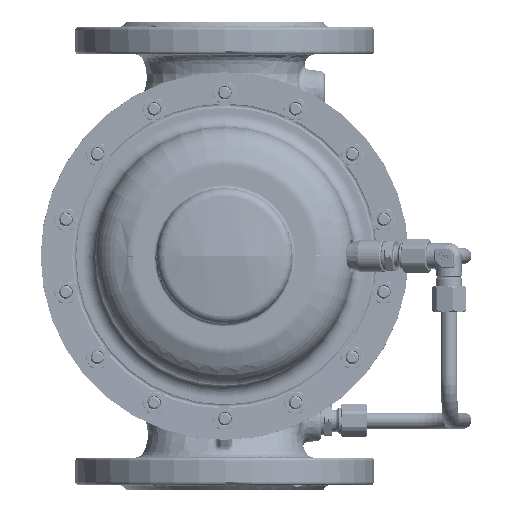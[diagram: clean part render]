
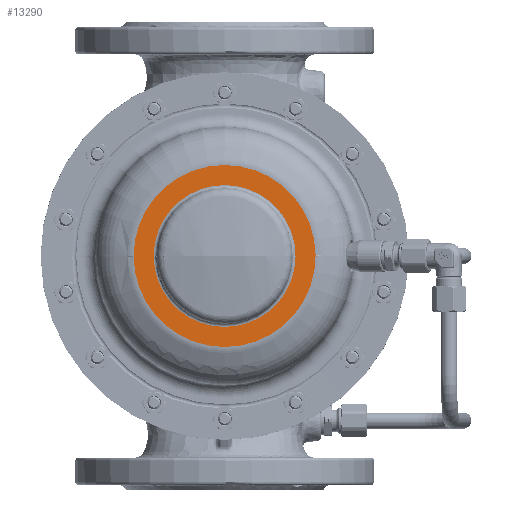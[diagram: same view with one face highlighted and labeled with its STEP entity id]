
A CAD part, front view. The second image highlights one B-rep face of the part: STEP entity #13290.
In plain terms, the highlighted planar face has unit normal (0, -1, 0).
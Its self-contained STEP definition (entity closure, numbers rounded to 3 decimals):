
#11016=CARTESIAN_POINT('',(0.,-47.,0.));
#11017=DIRECTION('',(0.,-1.,0.));
#11018=DIRECTION('',(1.,0.,0.));
#11019=AXIS2_PLACEMENT_3D('',#11016,#11017,#11018);
#11026=CARTESIAN_POINT('',(0.,-47.,0.));
#11027=DIRECTION('',(0.,-1.,0.));
#11028=DIRECTION('',(-1.,0.,0.));
#11029=AXIS2_PLACEMENT_3D('',#11026,#11027,#11028);
#11058=CARTESIAN_POINT('',(0.,-47.,0.));
#11059=DIRECTION('',(0.,1.,0.));
#11060=DIRECTION('',(-1.,0.,0.));
#11061=AXIS2_PLACEMENT_3D('',#11058,#11059,#11060);
#11063=CARTESIAN_POINT('',(0.,-47.,0.));
#11064=DIRECTION('',(0.,1.,0.));
#11065=DIRECTION('',(1.,0.,0.));
#11066=AXIS2_PLACEMENT_3D('',#11063,#11064,#11065);
#11068=CARTESIAN_POINT('',(0.,-47.,0.));
#11069=DIRECTION('',(0.,-1.,0.));
#11070=DIRECTION('',(-1.,0.,0.));
#11071=AXIS2_PLACEMENT_3D('',#11068,#11069,#11070);
#11073=CARTESIAN_POINT('',(0.,-47.,0.));
#11074=DIRECTION('',(0.,-1.,0.));
#11075=DIRECTION('',(1.,0.,0.));
#11076=AXIS2_PLACEMENT_3D('',#11073,#11074,#11075);
#11078=CARTESIAN_POINT('',(0.,-47.,0.));
#11079=DIRECTION('',(0.,1.,0.));
#11080=DIRECTION('',(1.,0.,0.));
#11081=AXIS2_PLACEMENT_3D('',#11078,#11079,#11080);
#11088=CARTESIAN_POINT('',(0.,-47.,0.));
#11089=DIRECTION('',(0.,1.,0.));
#11090=DIRECTION('',(-1.,0.,0.));
#11091=AXIS2_PLACEMENT_3D('',#11088,#11089,#11090);
#12124=CARTESIAN_POINT('',(56.383,-47.,0.));
#12125=VERTEX_POINT('',#12124);
#12126=CARTESIAN_POINT('',(-56.383,-47.,0.006));
#12127=CARTESIAN_POINT('',(56.381,-47.,0.418));
#12128=VERTEX_POINT('',#12126);
#12129=VERTEX_POINT('',#12127);
#12132=CARTESIAN_POINT('',(-56.381,-47.,-0.418));
#12133=VERTEX_POINT('',#12132);
#12134=CARTESIAN_POINT('',(-43.947,-47.,-0.012));
#12135=CARTESIAN_POINT('',(43.944,-47.,-0.521));
#12136=VERTEX_POINT('',#12134);
#12137=VERTEX_POINT('',#12135);
#12138=CARTESIAN_POINT('',(43.947,-47.,0.012));
#12139=VERTEX_POINT('',#12138);
#12140=CARTESIAN_POINT('',(-43.944,-47.,0.521));
#12141=VERTEX_POINT('',#12140);
#13269=CARTESIAN_POINT('',(0.,-47.,0.));
#13270=DIRECTION('',(0.,-1.,0.));
#13271=DIRECTION('',(-1.,0.,0.));
#13272=AXIS2_PLACEMENT_3D('',#13269,#13270,#13271);
#13273=PLANE('',#13272);
#13274=ORIENTED_EDGE('',*,*,#13231,.T.);
#13275=ORIENTED_EDGE('',*,*,#13229,.F.);
#13276=ORIENTED_EDGE('',*,*,#13250,.T.);
#13277=ORIENTED_EDGE('',*,*,#13248,.F.);
#13278=EDGE_LOOP('',(#13274,#13275,#13276,#13277));
#13279=FACE_OUTER_BOUND('',#13278,.F.);
#13281=ORIENTED_EDGE('',*,*,#13280,.T.);
#13283=ORIENTED_EDGE('',*,*,#13282,.F.);
#13285=ORIENTED_EDGE('',*,*,#13284,.T.);
#13287=ORIENTED_EDGE('',*,*,#13286,.F.);
#13288=EDGE_LOOP('',(#13281,#13283,#13285,#13287));
#13289=FACE_BOUND('',#13288,.F.);
#13290=ADVANCED_FACE('',(#13279,#13289),#13273,.T.);
#11020=CIRCLE('',#11019,56.383);
#11030=CIRCLE('',#11029,56.383);
#11062=CIRCLE('',#11061,56.383);
#11067=CIRCLE('',#11066,56.383);
#11072=CIRCLE('',#11071,43.947);
#11077=CIRCLE('',#11076,43.947);
#11082=CIRCLE('',#11081,43.947);
#11092=CIRCLE('',#11091,43.947);
#13229=EDGE_CURVE('',#12125,#12129,#11020,.T.);
#13231=EDGE_CURVE('',#12128,#12129,#11062,.T.);
#13248=EDGE_CURVE('',#12128,#12133,#11030,.T.);
#13250=EDGE_CURVE('',#12125,#12133,#11067,.T.);
#13280=EDGE_CURVE('',#12136,#12137,#11072,.T.);
#13282=EDGE_CURVE('',#12139,#12137,#11082,.T.);
#13284=EDGE_CURVE('',#12139,#12141,#11077,.T.);
#13286=EDGE_CURVE('',#12136,#12141,#11092,.T.);
